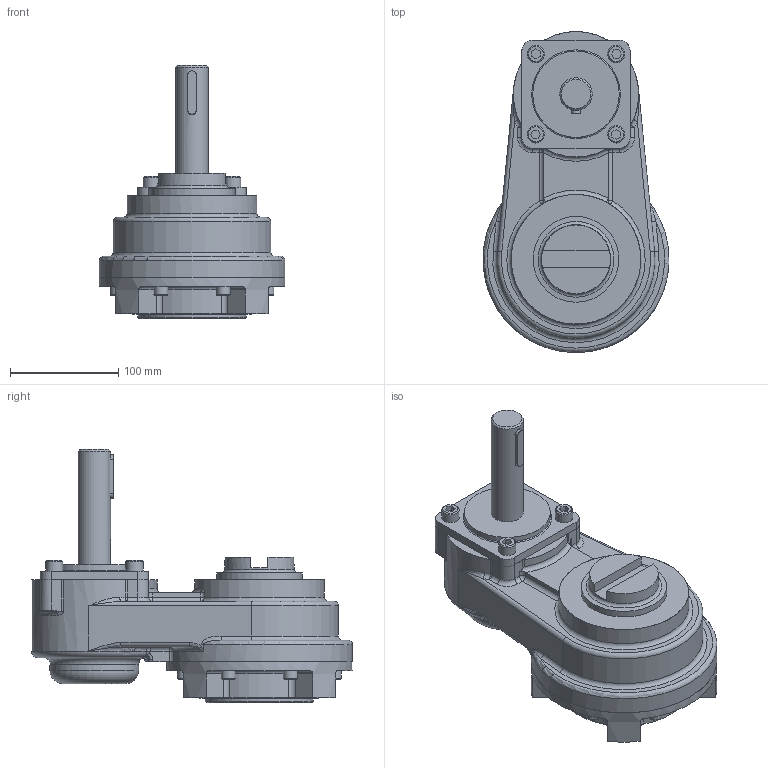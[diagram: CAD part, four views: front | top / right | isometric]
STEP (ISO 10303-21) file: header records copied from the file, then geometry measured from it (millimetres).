
FILE_DESCRIPTION( ( 'Unknown' ), '1' );
FILE_NAME( 'PUBIS3-MAN-F14_simplified.stp', 'Unknown', ( 'Unknown' ), ( 'Unknown' ), 'PSStep 15.0.49', 'Unknown', ' ' );
FILE_SCHEMA( ( 'AUTOMOTIVE_DESIGN { 1 0 10303 214 1 1 1 1 }' ) );
Length unit declared in the file: millimetre
Products named in the file (21): 1; 2; 3; 4; 5; 6; 7; 8; 9; 10; 11; 12; 13; 14; 15; 16; 17; 18; 19; 20; 21
Bounding box: 172 x 296.7 x 234 mm (x, y, z)
Surface area: 215595.3 mm2 (no closed solid volume)
Topology: 0 solids, 361 shells, 361 faces, 1670 edges, 1599 vertices
Faces by surface type: plane 159, cylinder 94, bspline 42, torus 31, cone 24, sphere 11
Full cylindrical faces by diameter (mm): 13 x8, 13.835 x4, 16 x4, 30 x1, 70 x1, 79.375 x1, 80 x1, 82 x1, 100 x1, 110 x1, 120 x1, 172 x1
Entity records: 25909 total; most frequent: CARTESIAN_POINT 10622, DIRECTION 2595, VERTEX_POINT 1580, ORIENTED_EDGE 1576, EDGE_CURVE 1576, AXIS2_PLACEMENT_3D 909, LINE 777, VECTOR 777
